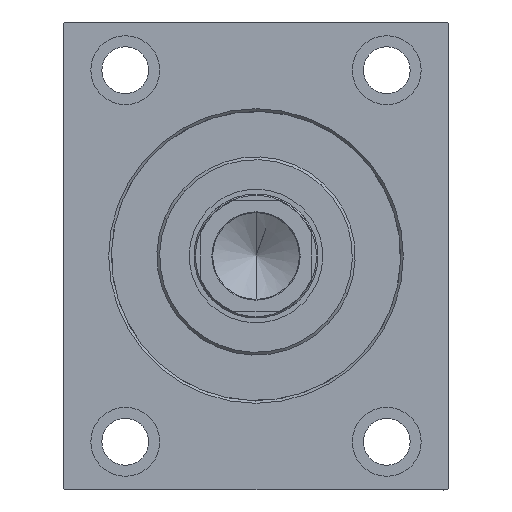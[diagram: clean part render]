
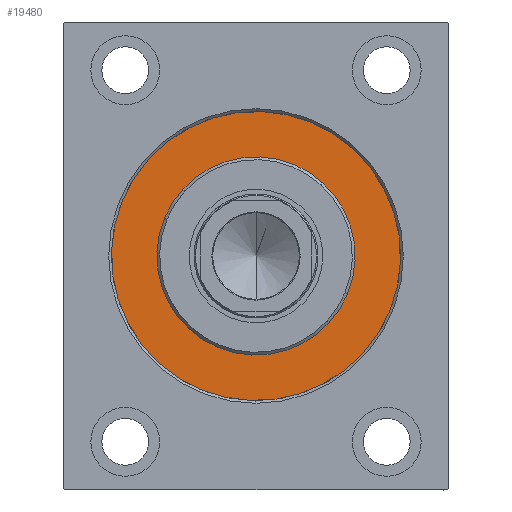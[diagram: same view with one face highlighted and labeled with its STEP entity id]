
A CAD part, left-side view. The second image highlights one B-rep face of the part: STEP entity #19480.
In plain terms, the highlighted face is planar.
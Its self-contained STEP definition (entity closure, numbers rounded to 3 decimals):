
#191 = EDGE_CURVE ( 'NONE', #20435, #33107, #27627, .T. ) ;
#2134 = CIRCLE ( 'NONE', #34768, 36. ) ;
#2771 = DIRECTION ( 'NONE',  ( -1., 0., 0. ) ) ;
#3216 = FACE_OUTER_BOUND ( 'NONE', #25772, .T. ) ;
#3714 = AXIS2_PLACEMENT_3D ( 'NONE', #28538, #25206, #14735 ) ;
#4398 = EDGE_LOOP ( 'NONE', ( #28402, #22897 ) ) ;
#6545 = ORIENTED_EDGE ( 'NONE', *, *, #191, .F. ) ;
#6947 = EDGE_CURVE ( 'NONE', #39810, #28024, #2134, .T. ) ;
#8148 = CARTESIAN_POINT ( 'NONE',  ( 0., 0., 52.5 ) ) ;
#9159 = DIRECTION ( 'NONE',  ( -1., 0., 0. ) ) ;
#9342 = DIRECTION ( 'NONE',  ( -1., 0., 0. ) ) ;
#10280 = CARTESIAN_POINT ( 'NONE',  ( 0., 0., -36. ) ) ;
#10860 = CIRCLE ( 'NONE', #3714, 36. ) ;
#11572 = CIRCLE ( 'NONE', #40690, 52.5 ) ;
#12295 = DIRECTION ( 'NONE',  ( 0., 0., 1. ) ) ;
#12366 = DIRECTION ( 'NONE',  ( 0., 0., -1. ) ) ;
#13494 = FACE_BOUND ( 'NONE', #4398, .T. ) ;
#14735 = DIRECTION ( 'NONE',  ( 0., 0., -1. ) ) ;
#14851 = ORIENTED_EDGE ( 'NONE', *, *, #18122, .F. ) ;
#15836 = CARTESIAN_POINT ( 'NONE',  ( 0., 0., 36. ) ) ;
#16298 = CARTESIAN_POINT ( 'NONE',  ( 0., 0., 0. ) ) ;
#16389 = CARTESIAN_POINT ( 'NONE',  ( 0., 0., 0. ) ) ;
#17981 = EDGE_CURVE ( 'NONE', #28024, #39810, #10860, .T. ) ;
#18122 = EDGE_CURVE ( 'NONE', #33107, #20435, #11572, .T. ) ;
#19480 = ADVANCED_FACE ( 'NONE', ( #13494, #3216 ), #23736, .F. ) ;
#20435 = VERTEX_POINT ( 'NONE', #21047 ) ;
#20488 = CARTESIAN_POINT ( 'NONE',  ( 0., 0., 0. ) ) ;
#21047 = CARTESIAN_POINT ( 'NONE',  ( 0., 0., -52.5 ) ) ;
#22897 = ORIENTED_EDGE ( 'NONE', *, *, #17981, .F. ) ;
#23056 = CARTESIAN_POINT ( 'NONE',  ( 0., 0., 0. ) ) ;
#23069 = DIRECTION ( 'NONE',  ( 0., 0., 1. ) ) ;
#23393 = DIRECTION ( 'NONE',  ( 0., 0., 1. ) ) ;
#23736 = PLANE ( 'NONE',  #27233 ) ;
#25206 = DIRECTION ( 'NONE',  ( 1., 0., 0. ) ) ;
#25772 = EDGE_LOOP ( 'NONE', ( #6545, #14851 ) ) ;
#27233 = AXIS2_PLACEMENT_3D ( 'NONE', #16389, #2771, #23069 ) ;
#27627 = CIRCLE ( 'NONE', #31154, 52.5 ) ;
#28024 = VERTEX_POINT ( 'NONE', #10280 ) ;
#28402 = ORIENTED_EDGE ( 'NONE', *, *, #6947, .F. ) ;
#28538 = CARTESIAN_POINT ( 'NONE',  ( 0., 0., 0. ) ) ;
#29069 = DIRECTION ( 'NONE',  ( 1., 0., 0. ) ) ;
#31154 = AXIS2_PLACEMENT_3D ( 'NONE', #16298, #9159, #12295 ) ;
#33107 = VERTEX_POINT ( 'NONE', #8148 ) ;
#34768 = AXIS2_PLACEMENT_3D ( 'NONE', #23056, #29069, #12366 ) ;
#39810 = VERTEX_POINT ( 'NONE', #15836 ) ;
#40690 = AXIS2_PLACEMENT_3D ( 'NONE', #20488, #9342, #23393 ) ;
